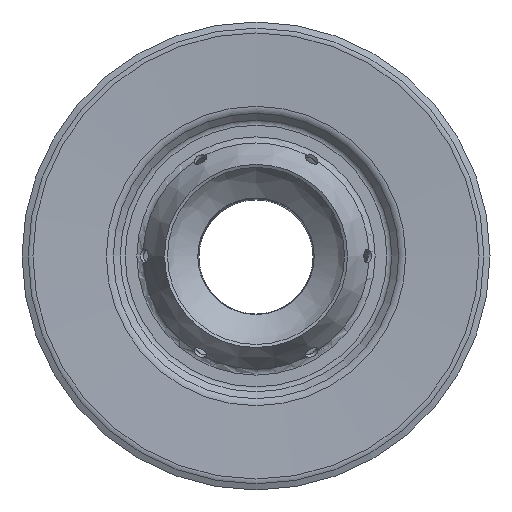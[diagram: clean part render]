
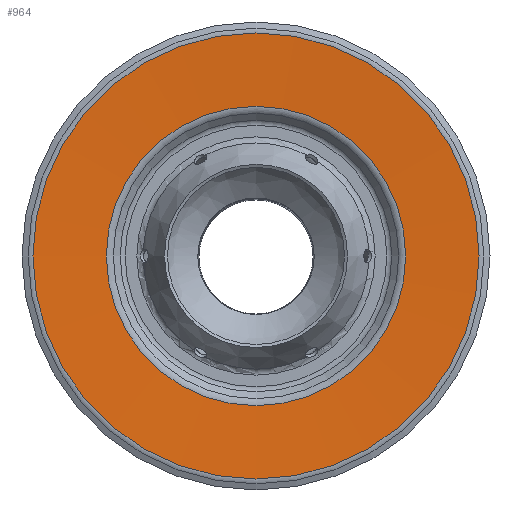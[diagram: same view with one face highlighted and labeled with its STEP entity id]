
A CAD part, top view. The second image highlights one B-rep face of the part: STEP entity #964.
In plain terms, the highlighted conical face has half-angle 87.638 degrees and reference radius 800.04 mm.
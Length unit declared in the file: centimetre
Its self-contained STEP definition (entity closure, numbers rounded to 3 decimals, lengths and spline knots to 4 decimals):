
#91=CIRCLE('',#1055,95.7534);
#93=CIRCLE('',#1057,95.7534);
#94=CIRCLE('',#1059,64.2547);
#95=CIRCLE('',#1060,64.2547);
#150=CONICAL_SURFACE('',#1058,80.004,1.53);
#179=FACE_OUTER_BOUND('',#228,.T.);
#228=EDGE_LOOP('',(#796,#797,#798,#799,#800,#801));
#273=LINE('',#2410,#303);
#303=VECTOR('',#1273,80.004);
#417=VERTEX_POINT('',#2403);
#418=VERTEX_POINT('',#2404);
#419=VERTEX_POINT('',#2409);
#420=VERTEX_POINT('',#2411);
#549=EDGE_CURVE('',#417,#418,#91,.T.);
#551=EDGE_CURVE('',#418,#417,#93,.T.);
#552=EDGE_CURVE('',#418,#419,#273,.T.);
#553=EDGE_CURVE('',#420,#419,#94,.T.);
#554=EDGE_CURVE('',#419,#420,#95,.T.);
#796=ORIENTED_EDGE('',*,*,#549,.T.);
#797=ORIENTED_EDGE('',*,*,#552,.T.);
#798=ORIENTED_EDGE('',*,*,#553,.F.);
#799=ORIENTED_EDGE('',*,*,#554,.F.);
#800=ORIENTED_EDGE('',*,*,#552,.F.);
#801=ORIENTED_EDGE('',*,*,#551,.T.);
#964=ADVANCED_FACE('',(#179),#150,.F.);
#1055=AXIS2_PLACEMENT_3D('',#2405,#1265,#1266);
#1057=AXIS2_PLACEMENT_3D('',#2407,#1269,#1270);
#1058=AXIS2_PLACEMENT_3D('',#2408,#1271,#1272);
#1059=AXIS2_PLACEMENT_3D('',#2412,#1274,#1275);
#1060=AXIS2_PLACEMENT_3D('',#2413,#1276,#1277);
#1265=DIRECTION('center_axis',(0.,0.,1.));
#1266=DIRECTION('ref_axis',(1.,0.,0.));
#1269=DIRECTION('center_axis',(0.,0.,1.));
#1270=DIRECTION('ref_axis',(1.,0.,0.));
#1271=DIRECTION('center_axis',(0.,0.,1.));
#1272=DIRECTION('ref_axis',(-1.,0.,0.));
#1273=DIRECTION('',(-0.999,0.,-0.041));
#1274=DIRECTION('center_axis',(0.,0.,1.));
#1275=DIRECTION('ref_axis',(1.,0.,0.));
#1276=DIRECTION('center_axis',(0.,0.,1.));
#1277=DIRECTION('ref_axis',(1.,0.,0.));
#2403=CARTESIAN_POINT('',(0.,95.7534,253.3241));
#2404=CARTESIAN_POINT('',(95.7534,0.,253.3241));
#2405=CARTESIAN_POINT('Origin',(0.,0.,
253.3241));
#2407=CARTESIAN_POINT('Origin',(0.,0.,
253.3241));
#2408=CARTESIAN_POINT('Origin',(0.,0.,
252.6743));
#2409=CARTESIAN_POINT('',(64.2547,0.,252.0246));
#2410=CARTESIAN_POINT('',(80.004,0.,252.6743));
#2411=CARTESIAN_POINT('',(0.,64.2547,252.0246));
#2412=CARTESIAN_POINT('Origin',(0.,0.,
252.0246));
#2413=CARTESIAN_POINT('Origin',(0.,0.,
252.0246));
